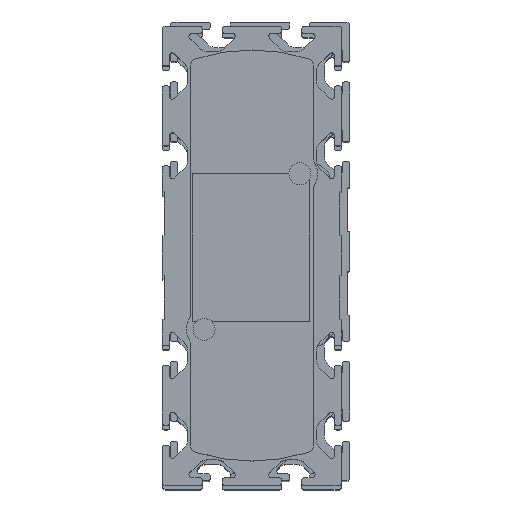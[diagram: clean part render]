
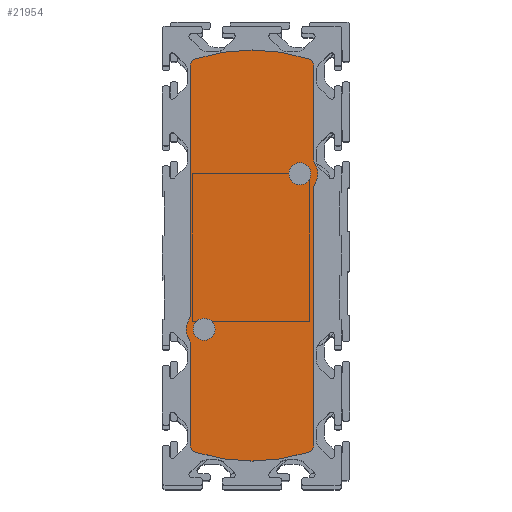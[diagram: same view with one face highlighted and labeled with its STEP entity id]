
A CAD part, top view. The second image highlights one B-rep face of the part: STEP entity #21954.
In plain terms, the highlighted face is planar.
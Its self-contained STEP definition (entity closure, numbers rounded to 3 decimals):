
#488=PLANE('',#26528);
#1466=CIRCLE('',#26501,2.);
#1467=CIRCLE('',#26503,46.5);
#1468=CIRCLE('',#26505,2.);
#1469=CIRCLE('',#26508,2.);
#1470=CIRCLE('',#26510,4.5);
#1471=CIRCLE('',#26512,2.);
#1472=CIRCLE('',#26515,2.);
#1473=CIRCLE('',#26517,46.5);
#1474=CIRCLE('',#26519,2.);
#1475=CIRCLE('',#26522,2.);
#1476=CIRCLE('',#26524,4.5);
#1477=CIRCLE('',#26526,2.);
#1478=CIRCLE('',#26529,2.75);
#1479=CIRCLE('',#26530,2.75);
#3212=LINE('',#38894,#5110);
#3217=LINE('',#38910,#5115);
#3222=LINE('',#38926,#5120);
#3227=LINE('',#38942,#5125);
#5110=VECTOR('',#31740,1000.);
#5115=VECTOR('',#31759,1000.);
#5120=VECTOR('',#31778,1000.);
#5125=VECTOR('',#31797,1000.);
#9844=ORIENTED_EDGE('',*,*,#14402,.F.);
#9845=ORIENTED_EDGE('',*,*,#14403,.F.);
#9846=ORIENTED_EDGE('',*,*,#14371,.F.);
#9847=ORIENTED_EDGE('',*,*,#14401,.F.);
#9848=ORIENTED_EDGE('',*,*,#14399,.T.);
#9849=ORIENTED_EDGE('',*,*,#14397,.F.);
#9850=ORIENTED_EDGE('',*,*,#14395,.T.);
#9851=ORIENTED_EDGE('',*,*,#14393,.F.);
#9852=ORIENTED_EDGE('',*,*,#14391,.F.);
#9853=ORIENTED_EDGE('',*,*,#14389,.F.);
#9854=ORIENTED_EDGE('',*,*,#14387,.F.);
#9855=ORIENTED_EDGE('',*,*,#14385,.F.);
#9856=ORIENTED_EDGE('',*,*,#14383,.T.);
#9857=ORIENTED_EDGE('',*,*,#14381,.F.);
#9858=ORIENTED_EDGE('',*,*,#14379,.T.);
#9859=ORIENTED_EDGE('',*,*,#14377,.F.);
#9860=ORIENTED_EDGE('',*,*,#14375,.F.);
#9861=ORIENTED_EDGE('',*,*,#14373,.F.);
#14371=EDGE_CURVE('',#16976,#16977,#1466,.T.);
#14373=EDGE_CURVE('',#16977,#16978,#1467,.T.);
#14375=EDGE_CURVE('',#16978,#16979,#1468,.T.);
#14377=EDGE_CURVE('',#16979,#16980,#3212,.T.);
#14379=EDGE_CURVE('',#16981,#16980,#1469,.T.);
#14381=EDGE_CURVE('',#16981,#16982,#1470,.T.);
#14383=EDGE_CURVE('',#16983,#16982,#1471,.T.);
#14385=EDGE_CURVE('',#16983,#16984,#3217,.T.);
#14387=EDGE_CURVE('',#16984,#16985,#1472,.T.);
#14389=EDGE_CURVE('',#16985,#16986,#1473,.T.);
#14391=EDGE_CURVE('',#16986,#16987,#1474,.T.);
#14393=EDGE_CURVE('',#16987,#16988,#3222,.T.);
#14395=EDGE_CURVE('',#16989,#16988,#1475,.T.);
#14397=EDGE_CURVE('',#16989,#16990,#1476,.T.);
#14399=EDGE_CURVE('',#16991,#16990,#1477,.T.);
#14401=EDGE_CURVE('',#16991,#16976,#3227,.T.);
#14402=EDGE_CURVE('',#16992,#16992,#1478,.F.);
#14403=EDGE_CURVE('',#16993,#16993,#1479,.F.);
#16976=VERTEX_POINT('',#38881);
#16977=VERTEX_POINT('',#38883);
#16978=VERTEX_POINT('',#38887);
#16979=VERTEX_POINT('',#38891);
#16980=VERTEX_POINT('',#38895);
#16981=VERTEX_POINT('',#38899);
#16982=VERTEX_POINT('',#38903);
#16983=VERTEX_POINT('',#38907);
#16984=VERTEX_POINT('',#38911);
#16985=VERTEX_POINT('',#38915);
#16986=VERTEX_POINT('',#38919);
#16987=VERTEX_POINT('',#38923);
#16988=VERTEX_POINT('',#38927);
#16989=VERTEX_POINT('',#38931);
#16990=VERTEX_POINT('',#38935);
#16991=VERTEX_POINT('',#38939);
#16992=VERTEX_POINT('',#38945);
#16993=VERTEX_POINT('',#38947);
#18697=EDGE_LOOP('',(#9844));
#18698=EDGE_LOOP('',(#9845));
#18699=EDGE_LOOP('',(#9846,#9847,#9848,#9849,#9850,#9851,#9852,#9853,#9854,
#9855,#9856,#9857,#9858,#9859,#9860,#9861));
#20093=FACE_BOUND('',#18697,.T.);
#20094=FACE_BOUND('',#18698,.T.);
#20095=FACE_BOUND('',#18699,.T.);
#21954=ADVANCED_FACE('',(#20093,#20094,#20095),#488,.F.);
#26501=AXIS2_PLACEMENT_3D('',#38882,#31725,#31726);
#26503=AXIS2_PLACEMENT_3D('',#38886,#31730,#31731);
#26505=AXIS2_PLACEMENT_3D('',#38890,#31735,#31736);
#26508=AXIS2_PLACEMENT_3D('',#38898,#31744,#31745);
#26510=AXIS2_PLACEMENT_3D('',#38902,#31749,#31750);
#26512=AXIS2_PLACEMENT_3D('',#38906,#31754,#31755);
#26515=AXIS2_PLACEMENT_3D('',#38914,#31763,#31764);
#26517=AXIS2_PLACEMENT_3D('',#38918,#31768,#31769);
#26519=AXIS2_PLACEMENT_3D('',#38922,#31773,#31774);
#26522=AXIS2_PLACEMENT_3D('',#38930,#31782,#31783);
#26524=AXIS2_PLACEMENT_3D('',#38934,#31787,#31788);
#26526=AXIS2_PLACEMENT_3D('',#38938,#31792,#31793);
#26528=AXIS2_PLACEMENT_3D('',#38943,#31798,#31799);
#26529=AXIS2_PLACEMENT_3D('',#38944,#31800,#31801);
#26530=AXIS2_PLACEMENT_3D('',#38946,#31802,#31803);
#31725=DIRECTION('',(0.,0.,1.));
#31726=DIRECTION('',(1.,0.,0.));
#31730=DIRECTION('',(0.,0.,1.));
#31731=DIRECTION('',(1.,0.,0.));
#31735=DIRECTION('',(0.,0.,1.));
#31736=DIRECTION('',(1.,0.,0.));
#31740=DIRECTION('',(1.,0.,0.));
#31744=DIRECTION('',(0.,0.,1.));
#31745=DIRECTION('',(1.,0.,0.));
#31749=DIRECTION('',(0.,0.,1.));
#31750=DIRECTION('',(1.,0.,0.));
#31754=DIRECTION('',(0.,0.,1.));
#31755=DIRECTION('',(1.,0.,0.));
#31759=DIRECTION('',(1.,0.,0.));
#31763=DIRECTION('',(0.,0.,1.));
#31764=DIRECTION('',(1.,0.,0.));
#31768=DIRECTION('',(0.,0.,1.));
#31769=DIRECTION('',(1.,0.,0.));
#31773=DIRECTION('',(0.,0.,1.));
#31774=DIRECTION('',(1.,0.,0.));
#31778=DIRECTION('',(-1.,0.,0.));
#31782=DIRECTION('',(0.,0.,1.));
#31783=DIRECTION('',(1.,0.,0.));
#31787=DIRECTION('',(0.,0.,1.));
#31788=DIRECTION('',(1.,0.,0.));
#31792=DIRECTION('',(0.,0.,1.));
#31793=DIRECTION('',(1.,0.,0.));
#31797=DIRECTION('',(-1.,0.,0.));
#31798=DIRECTION('',(0.,0.,1.));
#31799=DIRECTION('',(1.,0.,0.));
#31800=DIRECTION('',(0.,0.,1.));
#31801=DIRECTION('',(1.,0.,0.));
#31802=DIRECTION('',(0.,0.,1.));
#31803=DIRECTION('',(1.,0.,0.));
#38881=CARTESIAN_POINT('',(-47.403,15.5,-660.5));
#38882=CARTESIAN_POINT('',(-47.403,13.5,-660.5));
#38883=CARTESIAN_POINT('',(-49.309,14.107,-660.5));
#38886=CARTESIAN_POINT('',(-5.,0.,-660.5));
#38887=CARTESIAN_POINT('',(-49.309,-14.107,-660.5));
#38890=CARTESIAN_POINT('',(-47.403,-13.5,-660.5));
#38891=CARTESIAN_POINT('',(-47.403,-15.5,-660.5));
#38894=CARTESIAN_POINT('',(-47.403,-15.5,-660.5));
#38895=CARTESIAN_POINT('',(-23.964,-15.5,-660.5));
#38898=CARTESIAN_POINT('',(-23.964,-17.5,-660.5));
#38899=CARTESIAN_POINT('',(-22.898,-15.808,-660.5));
#38902=CARTESIAN_POINT('',(-20.5,-12.,-660.5));
#38903=CARTESIAN_POINT('',(-18.102,-15.808,-660.5));
#38906=CARTESIAN_POINT('',(-17.036,-17.5,-660.5));
#38907=CARTESIAN_POINT('',(-17.036,-15.5,-660.5));
#38910=CARTESIAN_POINT('',(-17.036,-15.5,-660.5));
#38911=CARTESIAN_POINT('',(47.403,-15.5,-660.5));
#38914=CARTESIAN_POINT('',(47.403,-13.5,-660.5));
#38915=CARTESIAN_POINT('',(49.309,-14.107,-660.5));
#38918=CARTESIAN_POINT('',(5.,0.,-660.5));
#38919=CARTESIAN_POINT('',(49.309,14.107,-660.5));
#38922=CARTESIAN_POINT('',(47.403,13.5,-660.5));
#38923=CARTESIAN_POINT('',(47.403,15.5,-660.5));
#38926=CARTESIAN_POINT('',(47.403,15.5,-660.5));
#38927=CARTESIAN_POINT('',(21.964,15.5,-660.5));
#38930=CARTESIAN_POINT('',(21.964,17.5,-660.5));
#38931=CARTESIAN_POINT('',(20.898,15.808,-660.5));
#38934=CARTESIAN_POINT('',(18.5,12.,-660.5));
#38935=CARTESIAN_POINT('',(16.102,15.808,-660.5));
#38938=CARTESIAN_POINT('',(15.036,17.5,-660.5));
#38939=CARTESIAN_POINT('',(15.036,15.5,-660.5));
#38942=CARTESIAN_POINT('',(15.036,15.5,-660.5));
#38943=CARTESIAN_POINT('',(-47.403,13.5,-660.5));
#38944=CARTESIAN_POINT('',(-20.5,-12.,-660.5));
#38945=CARTESIAN_POINT('',(-17.75,-12.,-660.5));
#38946=CARTESIAN_POINT('',(18.5,12.,-660.5));
#38947=CARTESIAN_POINT('',(21.25,12.,-660.5));
